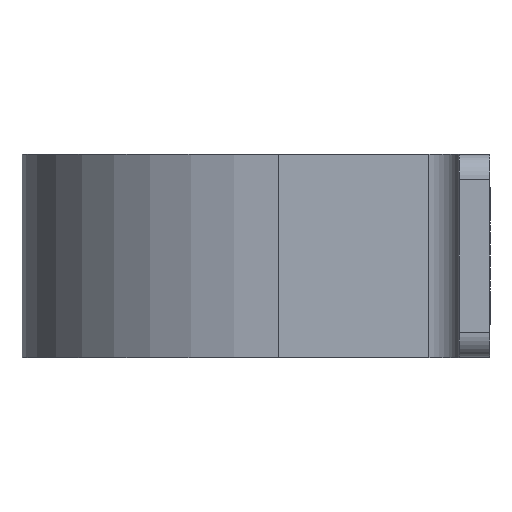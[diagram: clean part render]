
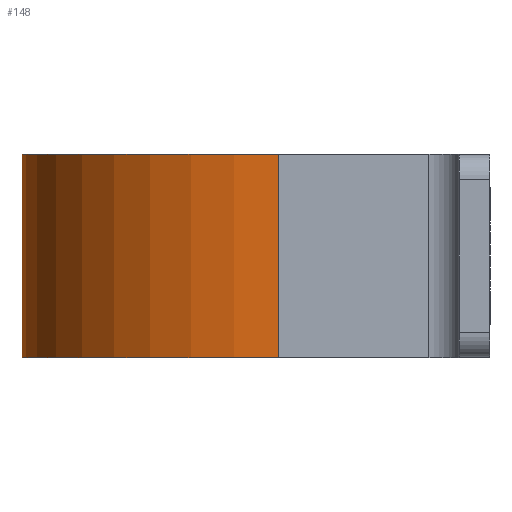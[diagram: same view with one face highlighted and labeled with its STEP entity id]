
A CAD part, left-side view. The second image highlights one B-rep face of the part: STEP entity #148.
In plain terms, the highlighted cylindrical face has radius 50.5 mm (diameter 101 mm), a partial arc.
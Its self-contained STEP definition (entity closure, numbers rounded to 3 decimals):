
#42 = CYLINDRICAL_SURFACE ( 'NONE', #1085, 50.5 ) ;
#67 = LINE ( 'NONE', #847, #408 ) ;
#148 = ADVANCED_FACE ( 'NONE', ( #705 ), #42, .T. ) ;
#186 = DIRECTION ( 'NONE',  ( 1., 0., 0. ) ) ;
#197 = LINE ( 'NONE', #880, #1013 ) ;
#254 = ORIENTED_EDGE ( 'NONE', *, *, #426, .F. ) ;
#258 = ORIENTED_EDGE ( 'NONE', *, *, #382, .T. ) ;
#292 = CARTESIAN_POINT ( 'NONE',  ( 0., 44.5, 20. ) ) ;
#300 = CIRCLE ( 'NONE', #890, 50.5 ) ;
#309 = CARTESIAN_POINT ( 'NONE',  ( -50.5, 44.5, 20. ) ) ;
#320 = AXIS2_PLACEMENT_3D ( 'NONE', #1113, #669, #508 ) ;
#331 = DIRECTION ( 'NONE',  ( 0., 0., -1. ) ) ;
#370 = ORIENTED_EDGE ( 'NONE', *, *, #902, .T. ) ;
#382 = EDGE_CURVE ( 'NONE', #734, #569, #300, .T. ) ;
#395 = CARTESIAN_POINT ( 'NONE',  ( 50.5, 44.5, -20. ) ) ;
#408 = VECTOR ( 'NONE', #482, 1000. ) ;
#419 = DIRECTION ( 'NONE',  ( 0., 0., -1. ) ) ;
#426 = EDGE_CURVE ( 'NONE', #1060, #962, #689, .T. ) ;
#482 = DIRECTION ( 'NONE',  ( 0., 0., -1. ) ) ;
#508 = DIRECTION ( 'NONE',  ( 1., 0., 0. ) ) ;
#569 = VERTEX_POINT ( 'NONE', #1051 ) ;
#597 = ORIENTED_EDGE ( 'NONE', *, *, #1057, .F. ) ;
#631 = DIRECTION ( 'NONE',  ( 0., 0., -1. ) ) ;
#669 = DIRECTION ( 'NONE',  ( 0., 0., -1. ) ) ;
#689 = CIRCLE ( 'NONE', #320, 50.5 ) ;
#705 = FACE_OUTER_BOUND ( 'NONE', #778, .T. ) ;
#734 = VERTEX_POINT ( 'NONE', #309 ) ;
#778 = EDGE_LOOP ( 'NONE', ( #254, #597, #258, #370 ) ) ;
#847 = CARTESIAN_POINT ( 'NONE',  ( -50.5, 44.5, 20. ) ) ;
#880 = CARTESIAN_POINT ( 'NONE',  ( 50.5, 44.5, 20. ) ) ;
#890 = AXIS2_PLACEMENT_3D ( 'NONE', #933, #419, #186 ) ;
#902 = EDGE_CURVE ( 'NONE', #569, #962, #197, .T. ) ;
#923 = CARTESIAN_POINT ( 'NONE',  ( -50.5, 44.5, -20. ) ) ;
#933 = CARTESIAN_POINT ( 'NONE',  ( 0., 44.5, 20. ) ) ;
#962 = VERTEX_POINT ( 'NONE', #395 ) ;
#978 = DIRECTION ( 'NONE',  ( -1., 0., 0. ) ) ;
#1013 = VECTOR ( 'NONE', #331, 1000. ) ;
#1051 = CARTESIAN_POINT ( 'NONE',  ( 50.5, 44.5, 20. ) ) ;
#1057 = EDGE_CURVE ( 'NONE', #734, #1060, #67, .T. ) ;
#1060 = VERTEX_POINT ( 'NONE', #923 ) ;
#1085 = AXIS2_PLACEMENT_3D ( 'NONE', #292, #631, #978 ) ;
#1113 = CARTESIAN_POINT ( 'NONE',  ( 0., 44.5, -20. ) ) ;
